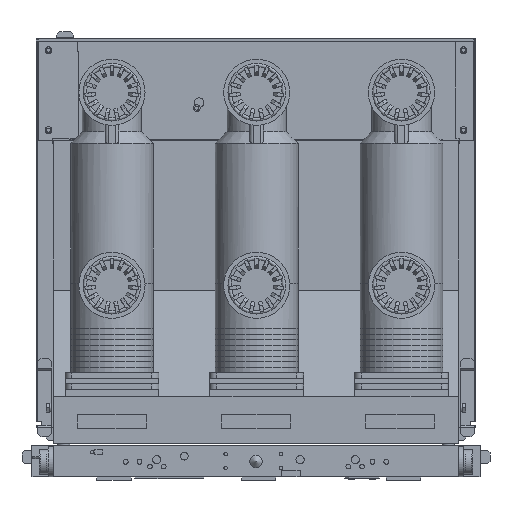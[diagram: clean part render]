
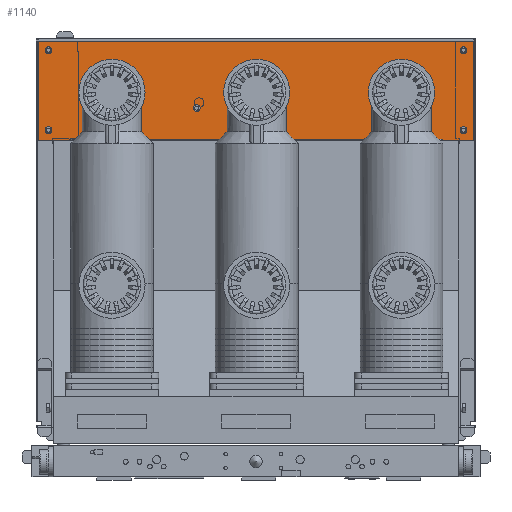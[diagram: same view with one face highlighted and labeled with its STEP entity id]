
A CAD part, left-side view. The second image highlights one B-rep face of the part: STEP entity #1140.
In plain terms, the highlighted planar face has unit normal (-1, 0, 0).
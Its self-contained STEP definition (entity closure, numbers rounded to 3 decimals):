
#1140=ADVANCED_FACE('',(#35924,#35926,#35928,#35930,#35932,#35934),#35936,.T.);
#35924=FACE_BOUND('',#35925,.T.);
#35925=EDGE_LOOP('',(#65161,#65162,#65163,#65164,#65165,#65166,#65167,#65168,#65169,
#65170));
#35926=FACE_BOUND('',#35927,.T.);
#35927=EDGE_LOOP('',(#65171));
#35928=FACE_BOUND('',#35929,.T.);
#35929=EDGE_LOOP('',(#65172));
#35930=FACE_BOUND('',#35931,.T.);
#35931=EDGE_LOOP('',(#65173));
#35932=FACE_BOUND('',#35933,.T.);
#35933=EDGE_LOOP('',(#65174));
#35934=FACE_BOUND('',#35935,.T.);
#35935=EDGE_LOOP('',(#65175));
#35936=PLANE('',#35937);
#35937=AXIS2_PLACEMENT_3D('',#35938,#35939,#35940);
#35938=CARTESIAN_POINT('',(-65.,319.,586.));
#35939=DIRECTION('',(-1.,0.,0.));
#35940=DIRECTION('',(0.,0.,-1.));
#65161=ORIENTED_EDGE('',*,*,#92837,.T.);
#65162=ORIENTED_EDGE('',*,*,#91267,.F.);
#65163=ORIENTED_EDGE('',*,*,#91213,.F.);
#65164=ORIENTED_EDGE('',*,*,#92838,.T.);
#65165=ORIENTED_EDGE('',*,*,#92839,.T.);
#65166=ORIENTED_EDGE('',*,*,#92840,.F.);
#65167=ORIENTED_EDGE('',*,*,#91215,.F.);
#65168=ORIENTED_EDGE('',*,*,#91206,.F.);
#65169=ORIENTED_EDGE('',*,*,#92841,.T.);
#65170=ORIENTED_EDGE('',*,*,#92842,.F.);
#65171=ORIENTED_EDGE('',*,*,#92843,.F.);
#65172=ORIENTED_EDGE('',*,*,#92844,.F.);
#65173=ORIENTED_EDGE('',*,*,#92845,.F.);
#65174=ORIENTED_EDGE('',*,*,#92846,.F.);
#65175=ORIENTED_EDGE('',*,*,#92847,.F.);
#91206=EDGE_CURVE('',#103706,#103294,#103707,.F.);
#91213=EDGE_CURVE('',#103718,#103343,#103720,.T.);
#91215=EDGE_CURVE('',#103294,#103722,#103723,.T.);
#91267=EDGE_CURVE('',#103343,#103806,#103807,.F.);
#92837=EDGE_CURVE('',#106846,#103806,#106847,.T.);
#92838=EDGE_CURVE('',#103718,#106848,#106849,.T.);
#92839=EDGE_CURVE('',#106848,#106850,#106851,.T.);
#92840=EDGE_CURVE('',#103722,#106850,#106852,.T.);
#92841=EDGE_CURVE('',#103706,#106853,#106854,.T.);
#92842=EDGE_CURVE('',#106846,#106853,#106855,.T.);
#92843=EDGE_CURVE('',#106856,#106856,#106857,.T.);
#92844=EDGE_CURVE('',#106858,#106858,#106859,.T.);
#92845=EDGE_CURVE('',#106860,#106860,#106861,.T.);
#92846=EDGE_CURVE('',#106862,#106862,#106863,.T.);
#92847=EDGE_CURVE('',#106864,#106864,#106865,.T.);
#103294=VERTEX_POINT('',#124732);
#103343=VERTEX_POINT('',#124831);
#103706=VERTEX_POINT('',#126133);
#103707=LINE('',#126134,#126135);
#103718=VERTEX_POINT('',#126157);
#103720=LINE('',#126161,#126162);
#103722=VERTEX_POINT('',#126167);
#103723=LINE('',#126168,#126169);
#103806=VERTEX_POINT('',#126362);
#103807=LINE('',#126363,#126364);
#106846=VERTEX_POINT('',#132589);
#106847=LINE('',#132590,#132591);
#106848=VERTEX_POINT('',#132593);
#106849=LINE('',#132594,#132595);
#106850=VERTEX_POINT('',#132597);
#106851=LINE('',#132598,#132599);
#106852=LINE('',#132601,#132602);
#106853=VERTEX_POINT('',#132604);
#106854=LINE('',#132605,#132606);
#106855=LINE('',#132608,#132609);
#106856=VERTEX_POINT('',#132611);
#106857=CIRCLE('',#132612,5.);
#106858=VERTEX_POINT('',#132616);
#106859=CIRCLE('',#132617,5.);
#106860=VERTEX_POINT('',#132621);
#106861=CIRCLE('',#132622,5.);
#106862=VERTEX_POINT('',#132626);
#106863=CIRCLE('',#132627,5.);
#106864=VERTEX_POINT('',#132631);
#106865=CIRCLE('',#132632,5.);
#124732=CARTESIAN_POINT('',(-65.,-294.,440.));
#124831=CARTESIAN_POINT('',(-65.,294.,440.));
#126133=CARTESIAN_POINT('',(-65.,-316.,440.));
#126134=CARTESIAN_POINT('',(-65.,-294.,440.));
#126135=VECTOR('',#126136,1.);
#126136=DIRECTION('',(0.,-1.,0.));
#126157=CARTESIAN_POINT('',(-65.,270.,440.));
#126161=CARTESIAN_POINT('',(-65.,270.,440.));
#126162=VECTOR('',#126163,1.);
#126163=DIRECTION('',(0.,1.,0.));
#126167=CARTESIAN_POINT('',(-65.,-270.,440.));
#126168=CARTESIAN_POINT('',(-65.,-294.,440.));
#126169=VECTOR('',#126170,1.);
#126170=DIRECTION('',(0.,1.,0.));
#126362=CARTESIAN_POINT('',(-65.,316.,440.));
#126363=CARTESIAN_POINT('',(-65.,316.,440.));
#126364=VECTOR('',#126365,1.);
#126365=DIRECTION('',(0.,-1.,0.));
#132589=CARTESIAN_POINT('',(-65.,316.,586.));
#132590=CARTESIAN_POINT('',(-65.,316.,586.));
#132591=VECTOR('',#132592,1.);
#132592=DIRECTION('',(0.,0.,-1.));
#132593=CARTESIAN_POINT('',(-65.,270.,442.));
#132594=CARTESIAN_POINT('',(-65.,270.,440.));
#132595=VECTOR('',#132596,1.);
#132596=DIRECTION('',(0.,0.,1.));
#132597=CARTESIAN_POINT('',(-65.,-270.,442.));
#132598=CARTESIAN_POINT('',(-65.,270.,442.));
#132599=VECTOR('',#132600,1.);
#132600=DIRECTION('',(0.,-1.,0.));
#132601=CARTESIAN_POINT('',(-65.,-270.,440.));
#132602=VECTOR('',#132603,1.);
#132603=DIRECTION('',(0.,0.,1.));
#132604=CARTESIAN_POINT('',(-65.,-316.,586.));
#132605=CARTESIAN_POINT('',(-65.,-316.,440.));
#132606=VECTOR('',#132607,1.);
#132607=DIRECTION('',(0.,0.,1.));
#132608=CARTESIAN_POINT('',(-65.,316.,586.));
#132609=VECTOR('',#132610,1.);
#132610=DIRECTION('',(0.,-1.,0.));
#132611=CARTESIAN_POINT('',(-65.,81.,487.));
#132612=AXIS2_PLACEMENT_3D('',#132613,#132614,#132615);
#132613=CARTESIAN_POINT('',(-65.,86.,487.));
#132614=DIRECTION('',(-1.,0.,0.));
#132615=DIRECTION('',(0.,-1.,0.));
#132616=CARTESIAN_POINT('',(-65.,296.,455.));
#132617=AXIS2_PLACEMENT_3D('',#132618,#132619,#132620);
#132618=CARTESIAN_POINT('',(-65.,301.,455.));
#132619=DIRECTION('',(-1.,0.,0.));
#132620=DIRECTION('',(0.,-1.,0.));
#132621=CARTESIAN_POINT('',(-65.,296.,571.));
#132622=AXIS2_PLACEMENT_3D('',#132623,#132624,#132625);
#132623=CARTESIAN_POINT('',(-65.,301.,571.));
#132624=DIRECTION('',(-1.,0.,0.));
#132625=DIRECTION('',(0.,-1.,0.));
#132626=CARTESIAN_POINT('',(-65.,-306.,455.));
#132627=AXIS2_PLACEMENT_3D('',#132628,#132629,#132630);
#132628=CARTESIAN_POINT('',(-65.,-301.,455.));
#132629=DIRECTION('',(-1.,0.,0.));
#132630=DIRECTION('',(0.,-1.,0.));
#132631=CARTESIAN_POINT('',(-65.,-306.,571.));
#132632=AXIS2_PLACEMENT_3D('',#132633,#132634,#132635);
#132633=CARTESIAN_POINT('',(-65.,-301.,571.));
#132634=DIRECTION('',(-1.,0.,0.));
#132635=DIRECTION('',(0.,-1.,0.));
